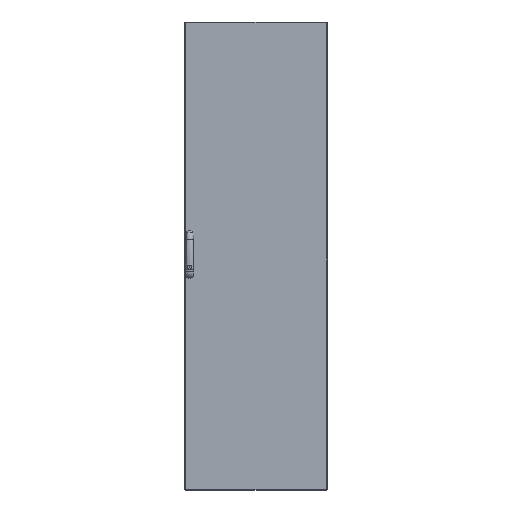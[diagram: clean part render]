
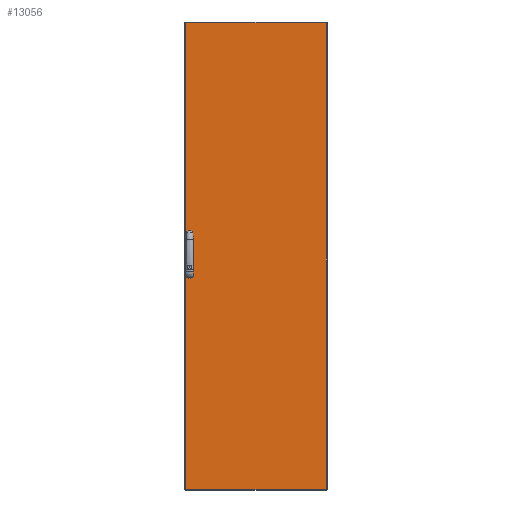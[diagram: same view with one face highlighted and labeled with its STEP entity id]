
A CAD part, top view. The second image highlights one B-rep face of the part: STEP entity #13056.
In plain terms, the highlighted planar face has unit normal (0, 0, 1).
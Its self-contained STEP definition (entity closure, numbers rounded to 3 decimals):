
#729 = CARTESIAN_POINT ( 'NONE',  ( 9.7, 899.75, 19. ) ) ;
#1110 = EDGE_CURVE ( 'NONE', #16212, #1266, #13294, .T. ) ;
#1262 = DIRECTION ( 'NONE',  ( 0., -1., 0. ) ) ;
#1266 = VERTEX_POINT ( 'NONE', #20993 ) ;
#1300 = ORIENTED_EDGE ( 'NONE', *, *, #20268, .T. ) ;
#1451 = LINE ( 'NONE', #11260, #5242 ) ;
#1637 = EDGE_LOOP ( 'NONE', ( #19669, #28296, #6122, #20357 ) ) ;
#1799 = AXIS2_PLACEMENT_3D ( 'NONE', #16689, #17002, #13995 ) ;
#1803 = EDGE_CURVE ( 'NONE', #27825, #13985, #7026, .T. ) ;
#2127 = DIRECTION ( 'NONE',  ( 1., 0., 0. ) ) ;
#2443 = CARTESIAN_POINT ( 'NONE',  ( 0., 3., 19. ) ) ;
#2445 = VERTEX_POINT ( 'NONE', #729 ) ;
#2807 = CARTESIAN_POINT ( 'NONE',  ( 28.7, 899.75, 19. ) ) ;
#2860 = VECTOR ( 'NONE', #1262, 1000. ) ;
#3028 = VECTOR ( 'NONE', #12539, 1000. ) ;
#3299 = VERTEX_POINT ( 'NONE', #14121 ) ;
#3393 = CARTESIAN_POINT ( 'NONE',  ( 592., 1957., 19. ) ) ;
#3501 = LINE ( 'NONE', #22491, #3028 ) ;
#3676 = DIRECTION ( 'NONE',  ( 0., -1., 0. ) ) ;
#3827 = VERTEX_POINT ( 'NONE', #16466 ) ;
#5242 = VECTOR ( 'NONE', #3676, 1000. ) ;
#5249 = ORIENTED_EDGE ( 'NONE', *, *, #12800, .F. ) ;
#5911 = EDGE_CURVE ( 'NONE', #2445, #12275, #19785, .T. ) ;
#6122 = ORIENTED_EDGE ( 'NONE', *, *, #7805, .F. ) ;
#6583 = CARTESIAN_POINT ( 'NONE',  ( 9.7, 1012.25, 19. ) ) ;
#6650 = CARTESIAN_POINT ( 'NONE',  ( 592., 3., 19. ) ) ;
#6740 = DIRECTION ( 'NONE',  ( 0., -1., 0. ) ) ;
#7026 = LINE ( 'NONE', #14000, #21578 ) ;
#7374 = CARTESIAN_POINT ( 'NONE',  ( 28.7, 1060.25, 19. ) ) ;
#7393 = EDGE_CURVE ( 'NONE', #3827, #2445, #26194, .T. ) ;
#7684 = EDGE_LOOP ( 'NONE', ( #12119, #10863, #27218, #5249 ) ) ;
#7805 = EDGE_CURVE ( 'NONE', #12275, #3299, #18263, .T. ) ;
#7995 = CARTESIAN_POINT ( 'NONE',  ( 28.7, 1060.25, 19. ) ) ;
#8118 = EDGE_CURVE ( 'NONE', #19806, #24787, #1451, .T. ) ;
#8868 = VECTOR ( 'NONE', #19088, 1000. ) ;
#9596 = LINE ( 'NONE', #7374, #8868 ) ;
#10193 = AXIS2_PLACEMENT_3D ( 'NONE', #22157, #15821, #25459 ) ;
#10738 = FACE_BOUND ( 'NONE', #7684, .T. ) ;
#10863 = ORIENTED_EDGE ( 'NONE', *, *, #25752, .F. ) ;
#11260 = CARTESIAN_POINT ( 'NONE',  ( 9.7, 1060.25, 19. ) ) ;
#11538 = VERTEX_POINT ( 'NONE', #22942 ) ;
#12080 = CARTESIAN_POINT ( 'NONE',  ( 3., 1957., 19. ) ) ;
#12119 = ORIENTED_EDGE ( 'NONE', *, *, #8118, .F. ) ;
#12258 = DIRECTION ( 'NONE',  ( 0., 1., 0. ) ) ;
#12275 = VERTEX_POINT ( 'NONE', #2807 ) ;
#12310 = VECTOR ( 'NONE', #30586, 1000. ) ;
#12502 = DIRECTION ( 'NONE',  ( 1., 0., 0. ) ) ;
#12539 = DIRECTION ( 'NONE',  ( -1., 0., 0. ) ) ;
#12800 = EDGE_CURVE ( 'NONE', #24787, #11538, #19584, .T. ) ;
#13056 = ADVANCED_FACE ( 'NONE', ( #22909, #10738, #20388 ), #30026, .F. ) ;
#13294 = LINE ( 'NONE', #22931, #2860 ) ;
#13948 = CARTESIAN_POINT ( 'NONE',  ( 19.2, 947.75, 19. ) ) ;
#13985 = VERTEX_POINT ( 'NONE', #3393 ) ;
#13995 = DIRECTION ( 'NONE',  ( 1., 0., 0. ) ) ;
#14000 = CARTESIAN_POINT ( 'NONE',  ( 592., 1960., 19. ) ) ;
#14121 = CARTESIAN_POINT ( 'NONE',  ( 28.7, 947.75, 19. ) ) ;
#15652 = DIRECTION ( 'NONE',  ( -1., 0., 0. ) ) ;
#15821 = DIRECTION ( 'NONE',  ( 0., 0., 1. ) ) ;
#15936 = CARTESIAN_POINT ( 'NONE',  ( 9.7, 947.75, 19. ) ) ;
#16212 = VERTEX_POINT ( 'NONE', #12080 ) ;
#16466 = CARTESIAN_POINT ( 'NONE',  ( 9.7, 947.75, 19. ) ) ;
#16490 = EDGE_CURVE ( 'NONE', #3299, #3827, #22457, .T. ) ;
#16689 = CARTESIAN_POINT ( 'NONE',  ( 19.2, 1060.25, 19. ) ) ;
#16882 = CARTESIAN_POINT ( 'NONE',  ( 9.7, 1060.25, 19. ) ) ;
#17002 = DIRECTION ( 'NONE',  ( 0., 0., 1. ) ) ;
#17307 = AXIS2_PLACEMENT_3D ( 'NONE', #18019, #27654, #15652 ) ;
#17452 = ORIENTED_EDGE ( 'NONE', *, *, #1110, .T. ) ;
#17496 = EDGE_CURVE ( 'NONE', #11538, #17689, #9596, .T. ) ;
#17689 = VERTEX_POINT ( 'NONE', #7995 ) ;
#18019 = CARTESIAN_POINT ( 'NONE',  ( 0., 1960., 19. ) ) ;
#18263 = LINE ( 'NONE', #27899, #12310 ) ;
#18385 = ORIENTED_EDGE ( 'NONE', *, *, #1803, .T. ) ;
#19088 = DIRECTION ( 'NONE',  ( 0., 1., 0. ) ) ;
#19584 = CIRCLE ( 'NONE', #23615, 9.5 ) ;
#19669 = ORIENTED_EDGE ( 'NONE', *, *, #7393, .F. ) ;
#19785 = CIRCLE ( 'NONE', #10193, 9.5 ) ;
#19806 = VERTEX_POINT ( 'NONE', #16882 ) ;
#20268 = EDGE_CURVE ( 'NONE', #1266, #27825, #24110, .T. ) ;
#20357 = ORIENTED_EDGE ( 'NONE', *, *, #5911, .F. ) ;
#20388 = FACE_OUTER_BOUND ( 'NONE', #22502, .T. ) ;
#20993 = CARTESIAN_POINT ( 'NONE',  ( 3., 3., 19. ) ) ;
#21089 = DIRECTION ( 'NONE',  ( 0., 0., 1. ) ) ;
#21578 = VECTOR ( 'NONE', #12258, 1000. ) ;
#22157 = CARTESIAN_POINT ( 'NONE',  ( 19.2, 899.75, 19. ) ) ;
#22457 = CIRCLE ( 'NONE', #31061, 9.5 ) ;
#22491 = CARTESIAN_POINT ( 'NONE',  ( 0., 1957., 19. ) ) ;
#22502 = EDGE_LOOP ( 'NONE', ( #18385, #23213, #17452, #1300 ) ) ;
#22909 = FACE_BOUND ( 'NONE', #1637, .T. ) ;
#22931 = CARTESIAN_POINT ( 'NONE',  ( 3., 1960., 19. ) ) ;
#22942 = CARTESIAN_POINT ( 'NONE',  ( 28.7, 1012.25, 19. ) ) ;
#23213 = ORIENTED_EDGE ( 'NONE', *, *, #30679, .T. ) ;
#23591 = DIRECTION ( 'NONE',  ( 0., 0., 1. ) ) ;
#23615 = AXIS2_PLACEMENT_3D ( 'NONE', #28664, #21089, #12502 ) ;
#24110 = LINE ( 'NONE', #2443, #24358 ) ;
#24358 = VECTOR ( 'NONE', #2127, 1000. ) ;
#24787 = VERTEX_POINT ( 'NONE', #6583 ) ;
#25459 = DIRECTION ( 'NONE',  ( 1., 0., 0. ) ) ;
#25752 = EDGE_CURVE ( 'NONE', #17689, #19806, #29069, .T. ) ;
#26194 = LINE ( 'NONE', #15936, #27913 ) ;
#27218 = ORIENTED_EDGE ( 'NONE', *, *, #17496, .F. ) ;
#27654 = DIRECTION ( 'NONE',  ( 0., 0., -1. ) ) ;
#27825 = VERTEX_POINT ( 'NONE', #6650 ) ;
#27899 = CARTESIAN_POINT ( 'NONE',  ( 28.7, 947.75, 19. ) ) ;
#27913 = VECTOR ( 'NONE', #6740, 1000. ) ;
#28296 = ORIENTED_EDGE ( 'NONE', *, *, #16490, .F. ) ;
#28664 = CARTESIAN_POINT ( 'NONE',  ( 19.2, 1012.25, 19. ) ) ;
#28792 = DIRECTION ( 'NONE',  ( 1., 0., 0. ) ) ;
#29069 = CIRCLE ( 'NONE', #1799, 9.5 ) ;
#30026 = PLANE ( 'NONE',  #17307 ) ;
#30586 = DIRECTION ( 'NONE',  ( 0., 1., 0. ) ) ;
#30679 = EDGE_CURVE ( 'NONE', #13985, #16212, #3501, .T. ) ;
#31061 = AXIS2_PLACEMENT_3D ( 'NONE', #13948, #23591, #28792 ) ;
